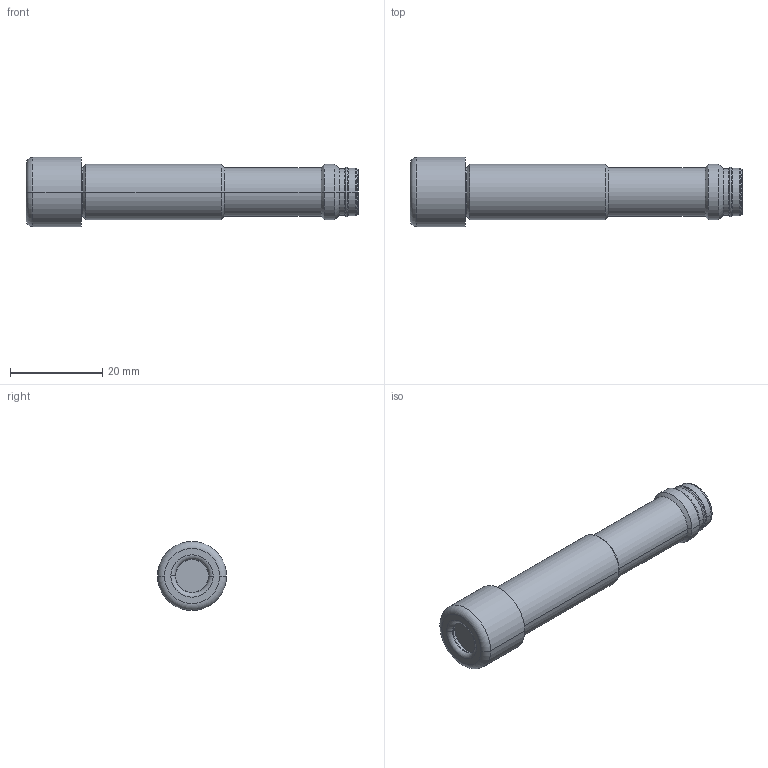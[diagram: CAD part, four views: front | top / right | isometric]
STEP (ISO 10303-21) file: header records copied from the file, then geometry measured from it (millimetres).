
FILE_DESCRIPTION((''),'2;1');
FILE_NAME('DM_CAD-2152_SW0001','2015-07-28T',('Creinig-se'),(''),'PRO/ENGINEER BY PARAMETRIC TECHNOLOGY CORPORATION, 2013050','PRO/ENGINEER BY PARAMETRIC TECHNOLOGY CORPORATION, 2013050','');
FILE_SCHEMA(('CONFIG_CONTROL_DESIGN'));
Length unit declared in the file: millimetre
Products named in the file (1): DM_CAD-2152_SW0001
Bounding box: 72.1 x 15 x 15 mm (x, y, z)
Volume: 4028.2 mm3; surface area: 5836.8 mm2
Topology: 5 solids, 7 shells, 168 faces, 372 edges, 224 vertices
Faces by surface type: cylinder 75, plane 31, torus 30, cone 20, sphere 12
Entity records: 6238 total; most frequent: DIRECTION 940, CARTESIAN_POINT 790, ORIENTED_EDGE 718, AXIS2_PLACEMENT_3D 411, EDGE_CURVE 359, CIRCLE 242, FILL_AREA_STYLE_COLOUR 232, FILL_AREA_STYLE 232
